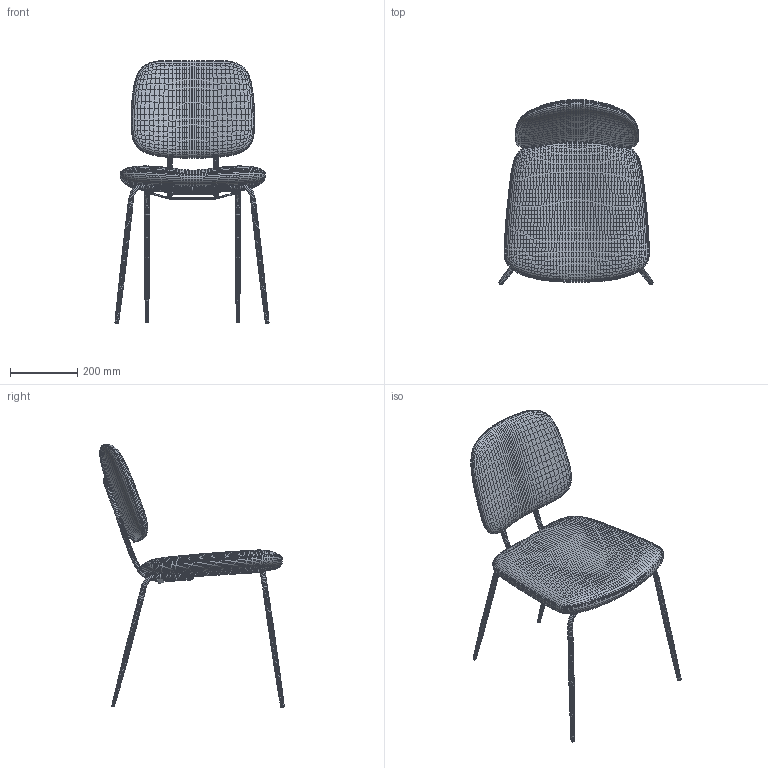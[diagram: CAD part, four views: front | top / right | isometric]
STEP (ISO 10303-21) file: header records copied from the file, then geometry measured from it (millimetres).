
FILE_DESCRIPTION(('STEP AP214'),'1');
FILE_NAME('3039043 - 3039045 Aiden 1R.STP','2023-11-23T09:56:32',(' '),(' '),'Spatial InterOp 3D',' ',' ');
FILE_SCHEMA(('AUTOMOTIVE_DESIGN { 1 0 10303 214 1 1 1 1 }'));
Length unit declared in the file: millimetre
Products named in the file (1): 3D-Objekt
Bounding box: 457.97 x 548.56 x 780.68 mm (x, y, z)
Surface area: 861633.4 mm2 (no closed solid volume)
Topology: 0 solids, 32 shells, 24387 faces, 48956 edges, 24604 vertices
Faces by surface type: plane 24387
Entity records: 586756 total; most frequent: CARTESIAN_POINT 97949, DIRECTION 97735, ORIENTED_EDGE 97612, EDGE_CURVE 48955, LINE 48955, VECTOR 48955, VERTEX_POINT 24604, AXIS2_PLACEMENT_3D 24390
